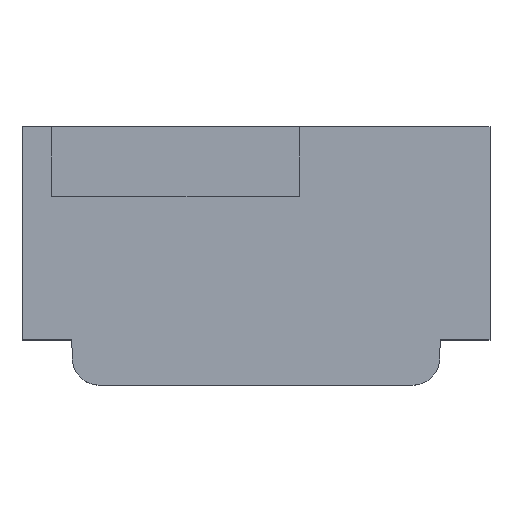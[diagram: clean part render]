
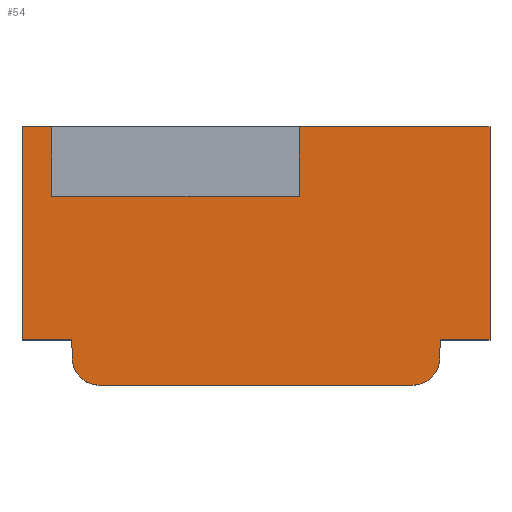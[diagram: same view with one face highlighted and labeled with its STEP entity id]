
A CAD part, top view. The second image highlights one B-rep face of the part: STEP entity #54.
In plain terms, the highlighted planar face has unit normal (0, 0, 1).
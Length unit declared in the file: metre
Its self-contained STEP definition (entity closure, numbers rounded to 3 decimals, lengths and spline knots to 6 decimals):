
#54=ADVANCED_FACE('281:4311',(#76),#77,.F.);
#76=FACE_OUTER_BOUND('',#111,.T.);
#77=PLANE('',#112);
#111=EDGE_LOOP('',(#161,#162,#163,#164,#165,#166,#167,#168,#169,#170,#171,#172,#173,#174,#175));
#112=AXIS2_PLACEMENT_3D('',#176,#177,#178);
#161=ORIENTED_EDGE('',*,*,#293,.T.);
#162=ORIENTED_EDGE('',*,*,#290,.T.);
#163=ORIENTED_EDGE('',*,*,#294,.T.);
#164=ORIENTED_EDGE('',*,*,#295,.F.);
#165=ORIENTED_EDGE('',*,*,#296,.F.);
#166=ORIENTED_EDGE('',*,*,#297,.F.);
#167=ORIENTED_EDGE('',*,*,#298,.F.);
#168=ORIENTED_EDGE('',*,*,#299,.F.);
#169=ORIENTED_EDGE('',*,*,#300,.F.);
#170=ORIENTED_EDGE('',*,*,#283,.F.);
#171=ORIENTED_EDGE('',*,*,#301,.F.);
#172=ORIENTED_EDGE('',*,*,#302,.F.);
#173=ORIENTED_EDGE('',*,*,#303,.F.);
#174=ORIENTED_EDGE('',*,*,#304,.F.);
#175=ORIENTED_EDGE('',*,*,#305,.F.);
#176=CARTESIAN_POINT('',(0.020515,-0.107396,0.00847));
#177=DIRECTION('',(-0.0,0.0,-1.0));
#178=DIRECTION('',(-0.999,-0.034,0.0));
#283=EDGE_CURVE('281:4401',#327,#330,#331,.T.);
#290=EDGE_CURVE('288:6917',#343,#344,#345,.F.);
#293=EDGE_CURVE('288:6905',#348,#343,#349,.T.);
#294=EDGE_CURVE('288:6911',#344,#350,#351,.F.);
#295=EDGE_CURVE('288:6926',#352,#350,#353,.F.);
#296=EDGE_CURVE('281:4359',#354,#352,#355,.T.);
#297=EDGE_CURVE('281:4368',#356,#354,#357,.T.);
#298=EDGE_CURVE('281:4377',#358,#356,#359,.T.);
#299=EDGE_CURVE('281:4386',#360,#358,#361,.T.);
#300=EDGE_CURVE('281:4395',#330,#360,#362,.T.);
#301=EDGE_CURVE('281:4401',#363,#327,#364,.T.);
#302=EDGE_CURVE('281:4320',#365,#363,#366,.T.);
#303=EDGE_CURVE('281:4332',#367,#365,#368,.T.);
#304=EDGE_CURVE('281:4341',#369,#367,#370,.T.);
#305=EDGE_CURVE('288:6929',#348,#369,#371,.F.);
#327=VERTEX_POINT('',#402);
#330=VERTEX_POINT('',#406);
#331=CIRCLE('',#407,0.003672);
#343=VERTEX_POINT('',#424);
#344=VERTEX_POINT('',#425);
#345=LINE('',#426,#427);
#348=VERTEX_POINT('',#432);
#349=LINE('',#433,#434);
#350=VERTEX_POINT('',#435);
#351=LINE('',#436,#437);
#352=VERTEX_POINT('',#438);
#353=LINE('',#439,#440);
#354=VERTEX_POINT('',#441);
#355=LINE('',#442,#443);
#356=VERTEX_POINT('',#444);
#357=LINE('',#445,#446);
#358=VERTEX_POINT('',#447);
#359=LINE('',#448,#449);
#360=VERTEX_POINT('',#450);
#361=CIRCLE('',#451,0.003672);
#362=LINE('',#452,#453);
#363=VERTEX_POINT('',#454);
#364=CIRCLE('',#455,0.003672);
#365=VERTEX_POINT('',#456);
#366=LINE('',#457,#458);
#367=VERTEX_POINT('',#459);
#368=LINE('',#460,#461);
#369=VERTEX_POINT('',#462);
#370=LINE('',#463,#464);
#371=LINE('',#465,#466);
#402=CARTESIAN_POINT('',(0.062584,-0.111067,0.00847));
#406=CARTESIAN_POINT('',(0.06256,-0.111066,0.00847));
#407=AXIS2_PLACEMENT_3D('',#517,#518,#519);
#424=CARTESIAN_POINT('',(0.047419,-0.085624,0.00847));
#425=CARTESIAN_POINT('',(0.014058,-0.085624,0.00847));
#426=CARTESIAN_POINT('',(0.031052,-0.085624,0.00847));
#427=VECTOR('',#528,1.0);
#432=CARTESIAN_POINT('',(0.047419,-0.076239,0.00847));
#433=CARTESIAN_POINT('',(0.047419,-0.092351,0.00847));
#434=VECTOR('',#531,1.0);
#435=CARTESIAN_POINT('',(0.014058,-0.076239,0.00847));
#436=CARTESIAN_POINT('',(0.014058,-0.092351,0.00847));
#437=VECTOR('',#532,1.0);
#438=CARTESIAN_POINT('',(0.010058,-0.076239,0.00847));
#439=CARTESIAN_POINT('',(0.031052,-0.076239,0.00847));
#440=VECTOR('',#533,1.0);
#441=CARTESIAN_POINT('',(0.010058,-0.104966,0.00847));
#442=CARTESIAN_POINT('',(0.010058,-0.099244,0.00847));
#443=VECTOR('',#534,1.0);
#444=CARTESIAN_POINT('',(0.016759,-0.104966,0.00847));
#445=CARTESIAN_POINT('',(0.016962,-0.104966,0.00847));
#446=VECTOR('',#535,1.);
#447=CARTESIAN_POINT('',(0.016845,-0.10752,0.00847));
#448=CARTESIAN_POINT('',(0.016824,-0.106882,0.00847));
#449=VECTOR('',#536,1.0);
#450=CARTESIAN_POINT('',(0.020618,-0.111066,0.00847));
#451=AXIS2_PLACEMENT_3D('',#537,#538,#539);
#452=CARTESIAN_POINT('',(0.031052,-0.111066,0.00847));
#453=VECTOR('',#540,1.0);
#454=CARTESIAN_POINT('',(0.066332,-0.10752,0.00847));
#455=AXIS2_PLACEMENT_3D('',#541,#542,#543);
#456=CARTESIAN_POINT('',(0.066419,-0.104966,0.00847));
#457=CARTESIAN_POINT('',(0.06633,-0.107596,0.00847));
#458=VECTOR('',#544,1.);
#459=CARTESIAN_POINT('',(0.07312,-0.104966,0.00847));
#460=CARTESIAN_POINT('',(0.045142,-0.104967,0.00847));
#461=VECTOR('',#545,1.);
#462=CARTESIAN_POINT('',(0.07312,-0.076239,0.00847));
#463=CARTESIAN_POINT('',(0.07312,-0.099244,0.00847));
#464=VECTOR('',#546,1.0);
#465=CARTESIAN_POINT('',(0.031052,-0.076239,0.00847));
#466=VECTOR('',#547,1.0);
#517=CARTESIAN_POINT('',(0.062663,-0.107396,0.00847));
#518=DIRECTION('',(-0.0,0.0,-1.0));
#519=DIRECTION('',(-0.021,-1.,0.0));
#528=DIRECTION('',(1.0,0.0,0.0));
#531=DIRECTION('',(0.0,-1.0,0.0));
#532=DIRECTION('',(-0.0,-1.0,-0.0));
#533=DIRECTION('',(-1.0,0.0,0.0));
#534=DIRECTION('',(0.0,1.0,0.0));
#535=DIRECTION('',(-1.,0.,0.0));
#536=DIRECTION('',(-0.034,0.999,0.0));
#537=CARTESIAN_POINT('',(0.020515,-0.107396,0.00847));
#538=DIRECTION('',(-0.0,0.0,-1.0));
#539=DIRECTION('',(-0.999,-0.034,0.0));
#540=DIRECTION('',(-1.0,-0.0,-0.0));
#541=CARTESIAN_POINT('',(0.062663,-0.107396,0.00847));
#542=DIRECTION('',(-0.0,0.0,-1.0));
#543=DIRECTION('',(-0.021,-1.,0.0));
#544=DIRECTION('',(-0.034,-0.999,-0.0));
#545=DIRECTION('',(-1.,0.,-0.0));
#546=DIRECTION('',(0.0,-1.0,0.0));
#547=DIRECTION('',(-1.0,0.0,0.0));
